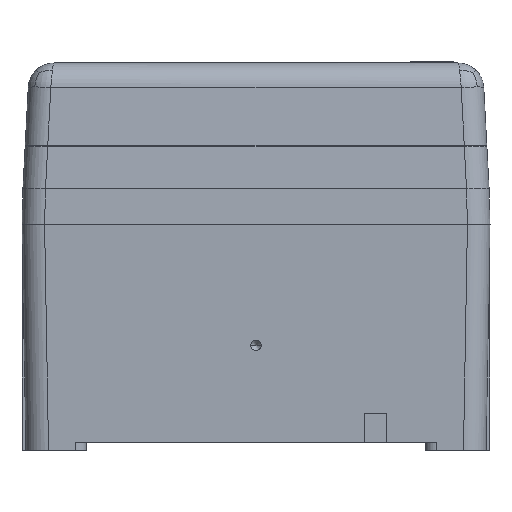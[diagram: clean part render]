
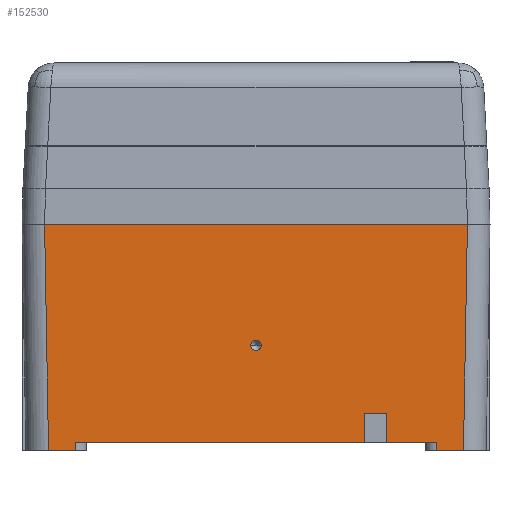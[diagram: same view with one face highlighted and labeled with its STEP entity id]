
A CAD part, front view. The second image highlights one B-rep face of the part: STEP entity #152530.
In plain terms, the highlighted face is planar.
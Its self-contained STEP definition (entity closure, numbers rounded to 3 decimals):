
#137160=CARTESIAN_POINT('',(-9.922,165.257,
-154.256));
#137170=DIRECTION('',(-1.,-0.017,
0.017));
#137180=VECTOR('',#137170,1.);
#137190=LINE('',#137160,#137180);
#137200=CARTESIAN_POINT('',(32.7,166.001,
-155.));
#137210=VERTEX_POINT('',#137200);
#137220=CARTESIAN_POINT('',(-37.3,164.779,
-153.778));
#137230=VERTEX_POINT('',#137220);
#137240=EDGE_CURVE('',#137210,#137230,#137190,.T.);
#151440=CARTESIAN_POINT('',(-37.289,178.5,
-153.778));
#151450=DIRECTION('',(-0.017,0.,
-1.));
#151460=DIRECTION('',(0.,1.,0.));
#151470=AXIS2_PLACEMENT_3D('',#151440,#151450,#151460);
#151480=PLANE('',#151470);
#151490=CARTESIAN_POINT('',(-4.771,100.5,
-154.346));
#151500=DIRECTION('',(-0.017,0.,
-1.));
#151510=DIRECTION('',(1.,0.,
-0.017));
#151520=AXIS2_PLACEMENT_3D('',#151490,#151500,#151510);
#151530=ELLIPSE('',#151520,1.639,1.638);
#151540=CARTESIAN_POINT('',(-3.133,100.5,
-154.375));
#151550=VERTEX_POINT('',#151540);
#151560=CARTESIAN_POINT('',(-4.8,98.862,
-154.345));
#151570=VERTEX_POINT('',#151560);
#151580=EDGE_CURVE('',#151550,#151570,#151530,.T.);
#151590=ORIENTED_EDGE('',*,*,#151580,.F.);
#151600=CARTESIAN_POINT('',(-4.8,102.138,
-154.345));
#151610=VERTEX_POINT('',#151600);
#151620=EDGE_CURVE('',#151570,#151610,#151530,.T.);
#151630=ORIENTED_EDGE('',*,*,#151620,.F.);
#151640=EDGE_CURVE('',#151610,#151550,#151530,.T.);
#151650=ORIENTED_EDGE('',*,*,#151640,.F.);
#151660=EDGE_LOOP('',(#151650,#151630,#151590));
#151670=FACE_BOUND('',#151660,.T.);
#151680=CARTESIAN_POINT('',(-9.861,44.5,
-154.257));
#151690=DIRECTION('',(-1.,0.,
0.017));
#151700=VECTOR('',#151690,1.);
#151710=LINE('',#151680,#151700);
#151720=CARTESIAN_POINT('',(-34.8,44.5,
-153.822));
#151730=VERTEX_POINT('',#151720);
#151740=CARTESIAN_POINT('',(-37.3,44.5,
-153.778));
#151750=VERTEX_POINT('',#151740);
#151760=EDGE_CURVE('',#151730,#151750,#151710,.T.);
#151770=ORIENTED_EDGE('',*,*,#151760,.F.);
#151780=CARTESIAN_POINT('',(-37.3,47.736,
-153.778));
#151790=DIRECTION('',(0.,-1.,0.));
#151800=VECTOR('',#151790,1.);
#151810=LINE('',#151780,#151800);
#151820=CARTESIAN_POINT('',(-37.3,36.221,
-153.778));
#151830=VERTEX_POINT('',#151820);
#151840=EDGE_CURVE('',#151750,#151830,#151810,.T.);
#151850=ORIENTED_EDGE('',*,*,#151840,.F.);
#151860=CARTESIAN_POINT('',(-9.922,35.743,
-154.256));
#151870=DIRECTION('',(1.,-0.017,
-0.017));
#151880=VECTOR('',#151870,1.);
#151890=LINE('',#151860,#151880);
#151900=CARTESIAN_POINT('',(32.7,34.999,
-155.));
#151910=VERTEX_POINT('',#151900);
#151920=EDGE_CURVE('',#151830,#151910,#151890,.T.);
#151930=ORIENTED_EDGE('',*,*,#151920,.F.);
#151940=CARTESIAN_POINT('',(32.7,47.736,
-155.));
#151950=DIRECTION('',(0.,-1.,0.));
#151960=VECTOR('',#151950,1.);
#151970=LINE('',#151940,#151960);
#151980=EDGE_CURVE('',#137210,#151910,#151970,.T.);
#151990=ORIENTED_EDGE('',*,*,#151980,.T.);
#152000=ORIENTED_EDGE('',*,*,#137240,.F.);
#152010=CARTESIAN_POINT('',(-37.3,47.736,
-153.778));
#152020=DIRECTION('',(0.,-1.,0.));
#152030=VECTOR('',#152020,1.);
#152040=LINE('',#152010,#152030);
#152050=CARTESIAN_POINT('',(-37.3,156.5,
-153.778));
#152060=VERTEX_POINT('',#152050);
#152070=EDGE_CURVE('',#137230,#152060,#152040,.T.);
#152080=ORIENTED_EDGE('',*,*,#152070,.F.);
#152090=CARTESIAN_POINT('',(-9.861,156.5,
-154.257));
#152100=DIRECTION('',(-1.,0.,
0.017));
#152110=VECTOR('',#152100,1.);
#152120=LINE('',#152090,#152110);
#152130=CARTESIAN_POINT('',(-34.8,156.5,
-153.822));
#152140=VERTEX_POINT('',#152130);
#152150=EDGE_CURVE('',#152140,#152060,#152120,.T.);
#152160=ORIENTED_EDGE('',*,*,#152150,.T.);
#152170=CARTESIAN_POINT('',(-34.8,47.736,
-153.822));
#152180=DIRECTION('',(0.,-1.,0.));
#152190=VECTOR('',#152180,1.);
#152200=LINE('',#152170,#152190);
#152210=CARTESIAN_POINT('',(-34.8,141.,
-153.822));
#152220=VERTEX_POINT('',#152210);
#152230=EDGE_CURVE('',#152140,#152220,#152200,.T.);
#152240=ORIENTED_EDGE('',*,*,#152230,.F.);
#152250=CARTESIAN_POINT('',(-9.8,141.,
-154.258));
#152260=DIRECTION('',(-1.,0.,
0.017));
#152270=VECTOR('',#152260,1.);
#152280=LINE('',#152250,#152270);
#152290=CARTESIAN_POINT('',(-25.8,141.,
-153.979));
#152300=VERTEX_POINT('',#152290);
#152310=EDGE_CURVE('',#152300,#152220,#152280,.T.);
#152320=ORIENTED_EDGE('',*,*,#152310,.T.);
#152330=CARTESIAN_POINT('',(-25.8,47.736,
-153.979));
#152340=DIRECTION('',(0.,-1.,0.));
#152350=VECTOR('',#152340,1.);
#152360=LINE('',#152330,#152350);
#152370=CARTESIAN_POINT('',(-25.8,134.,
-153.979));
#152380=VERTEX_POINT('',#152370);
#152390=EDGE_CURVE('',#152300,#152380,#152360,.T.);
#152400=ORIENTED_EDGE('',*,*,#152390,.F.);
#152410=CARTESIAN_POINT('',(-9.8,134.,
-154.258));
#152420=DIRECTION('',(1.,0.,
-0.017));
#152430=VECTOR('',#152420,1.);
#152440=LINE('',#152410,#152430);
#152450=CARTESIAN_POINT('',(-34.8,134.,
-153.822));
#152460=VERTEX_POINT('',#152450);
#152470=EDGE_CURVE('',#152460,#152380,#152440,.T.);
#152480=ORIENTED_EDGE('',*,*,#152470,.T.);
#152490=EDGE_CURVE('',#152460,#151730,#152200,.T.);
#152500=ORIENTED_EDGE('',*,*,#152490,.F.);
#152510=EDGE_LOOP('',(#152500,#152480,#152400,#152320,#152240,#152160,
#152080,#152000,#151990,#151930,#151850,#151770));
#152520=FACE_OUTER_BOUND('',#152510,.T.);
#152530=ADVANCED_FACE('',(#151670,#152520),#151480,.T.);
